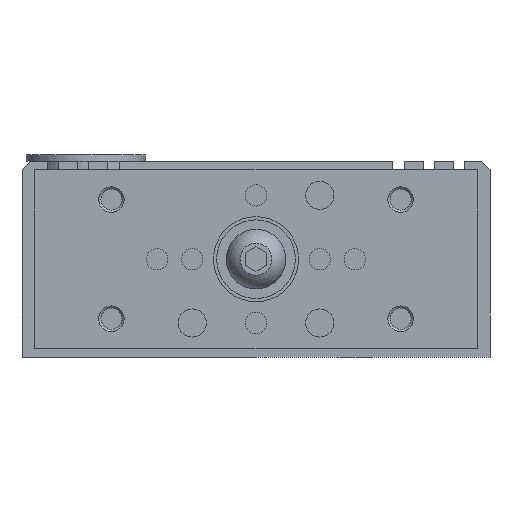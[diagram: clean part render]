
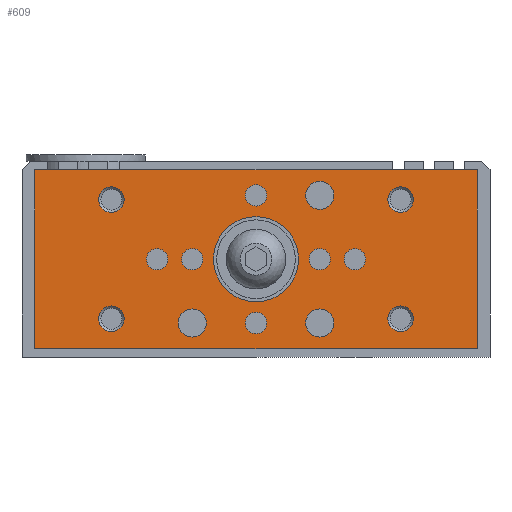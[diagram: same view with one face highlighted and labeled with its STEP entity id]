
A CAD part, left-side view. The second image highlights one B-rep face of the part: STEP entity #609.
In plain terms, the highlighted planar face has unit normal (-1, 0, 0).
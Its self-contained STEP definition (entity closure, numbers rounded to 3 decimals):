
#609 = ADVANCED_FACE( '', ( #1391, #1392, #1393, #1394, #1395, #1396, #1397, #1398, #1399, #1400, #1401, #1402, #1403, #1404, #1405 ), #1406, .F. );
#1391 = FACE_BOUND( '', #2275, .T. );
#1392 = FACE_BOUND( '', #2276, .T. );
#1393 = FACE_BOUND( '', #2277, .T. );
#1394 = FACE_BOUND( '', #2278, .T. );
#1395 = FACE_BOUND( '', #2279, .T. );
#1396 = FACE_BOUND( '', #2280, .T. );
#1397 = FACE_BOUND( '', #2281, .T. );
#1398 = FACE_BOUND( '', #2282, .T. );
#1399 = FACE_BOUND( '', #2283, .T. );
#1400 = FACE_BOUND( '', #2284, .T. );
#1401 = FACE_BOUND( '', #2285, .T. );
#1402 = FACE_BOUND( '', #2286, .T. );
#1403 = FACE_BOUND( '', #2287, .T. );
#1404 = FACE_BOUND( '', #2288, .T. );
#1405 = FACE_OUTER_BOUND( '', #2289, .T. );
#1406 = PLANE( '', #2290 );
#2275 = EDGE_LOOP( '', ( #3837 ) );
#2276 = EDGE_LOOP( '', ( #3838 ) );
#2277 = EDGE_LOOP( '', ( #3839 ) );
#2278 = EDGE_LOOP( '', ( #3840 ) );
#2279 = EDGE_LOOP( '', ( #3841 ) );
#2280 = EDGE_LOOP( '', ( #3842 ) );
#2281 = EDGE_LOOP( '', ( #3843 ) );
#2282 = EDGE_LOOP( '', ( #3844 ) );
#2283 = EDGE_LOOP( '', ( #3845 ) );
#2284 = EDGE_LOOP( '', ( #3846 ) );
#2285 = EDGE_LOOP( '', ( #3847 ) );
#2286 = EDGE_LOOP( '', ( #3848 ) );
#2287 = EDGE_LOOP( '', ( #3849 ) );
#2288 = EDGE_LOOP( '', ( #3850 ) );
#2289 = EDGE_LOOP( '', ( #3851, #3852, #3853, #3854 ) );
#2290 = AXIS2_PLACEMENT_3D( '', #3855, #3856, #3857 );
#3837 = ORIENTED_EDGE( '', *, *, #4787, .T. );
#3838 = ORIENTED_EDGE( '', *, *, #4408, .T. );
#3839 = ORIENTED_EDGE( '', *, *, #4603, .T. );
#3840 = ORIENTED_EDGE( '', *, *, #4856, .T. );
#3841 = ORIENTED_EDGE( '', *, *, #4853, .T. );
#3842 = ORIENTED_EDGE( '', *, *, #4370, .T. );
#3843 = ORIENTED_EDGE( '', *, *, #4497, .T. );
#3844 = ORIENTED_EDGE( '', *, *, #4783, .F. );
#3845 = ORIENTED_EDGE( '', *, *, #4857, .T. );
#3846 = ORIENTED_EDGE( '', *, *, #4729, .T. );
#3847 = ORIENTED_EDGE( '', *, *, #4858, .F. );
#3848 = ORIENTED_EDGE( '', *, *, #4816, .F. );
#3849 = ORIENTED_EDGE( '', *, *, #4859, .T. );
#3850 = ORIENTED_EDGE( '', *, *, #4860, .T. );
#3851 = ORIENTED_EDGE( '', *, *, #4468, .F. );
#3852 = ORIENTED_EDGE( '', *, *, #4861, .F. );
#3853 = ORIENTED_EDGE( '', *, *, #4640, .F. );
#3854 = ORIENTED_EDGE( '', *, *, #4862, .F. );
#3855 = CARTESIAN_POINT( '', ( -106., 52., 44. ) );
#3856 = DIRECTION( '', ( 1., 0., 0. ) );
#3857 = DIRECTION( '', ( 0., 0., 1. ) );
#4370 = EDGE_CURVE( '', #5086, #5086, #5087, .T. );
#4408 = EDGE_CURVE( '', #5151, #5151, #5152, .T. );
#4468 = EDGE_CURVE( '', #5249, #5251, #5252, .T. );
#4497 = EDGE_CURVE( '', #5302, #5302, #5303, .T. );
#4603 = EDGE_CURVE( '', #5471, #5471, #5472, .T. );
#4640 = EDGE_CURVE( '', #5522, #5524, #5525, .T. );
#4729 = EDGE_CURVE( '', #5654, #5654, #5655, .T. );
#4783 = EDGE_CURVE( '', #5726, #5726, #5727, .T. );
#4787 = EDGE_CURVE( '', #5731, #5731, #5732, .T. );
#4816 = EDGE_CURVE( '', #5771, #5771, #5772, .T. );
#4853 = EDGE_CURVE( '', #5816, #5816, #5817, .T. );
#4856 = EDGE_CURVE( '', #5820, #5820, #5821, .T. );
#4857 = EDGE_CURVE( '', #5822, #5822, #5823, .T. );
#4858 = EDGE_CURVE( '', #5824, #5824, #5825, .T. );
#4859 = EDGE_CURVE( '', #5826, #5826, #5827, .T. );
#4860 = EDGE_CURVE( '', #5828, #5828, #5829, .T. );
#4861 = EDGE_CURVE( '', #5524, #5249, #5830, .T. );
#4862 = EDGE_CURVE( '', #5251, #5522, #5831, .T. );
#5086 = VERTEX_POINT( '', #6276 );
#5087 = CIRCLE( '', #6277, 3.3 );
#5151 = VERTEX_POINT( '', #6354 );
#5152 = CIRCLE( '', #6355, 2.51 );
#5249 = VERTEX_POINT( '', #6476 );
#5251 = VERTEX_POINT( '', #6479 );
#5252 = LINE( '', #6480, #6481 );
#5302 = VERTEX_POINT( '', #6543 );
#5303 = CIRCLE( '', #6544, 3.3 );
#5471 = VERTEX_POINT( '', #6768 );
#5472 = CIRCLE( '', #6769, 2.51 );
#5522 = VERTEX_POINT( '', #6833 );
#5524 = VERTEX_POINT( '', #6836 );
#5525 = LINE( '', #6837, #6838 );
#5654 = VERTEX_POINT( '', #7033 );
#5655 = CIRCLE( '', #7034, 3. );
#5726 = VERTEX_POINT( '', #7131 );
#5727 = CIRCLE( '', #7132, 2.51 );
#5731 = VERTEX_POINT( '', #7136 );
#5732 = CIRCLE( '', #7137, 2.51 );
#5771 = VERTEX_POINT( '', #7180 );
#5772 = CIRCLE( '', #7181, 3. );
#5816 = VERTEX_POINT( '', #7243 );
#5817 = CIRCLE( '', #7244, 3.3 );
#5820 = VERTEX_POINT( '', #7247 );
#5821 = CIRCLE( '', #7248, 2.51 );
#5822 = VERTEX_POINT( '', #7249 );
#5823 = CIRCLE( '', #7250, 2.51 );
#5824 = VERTEX_POINT( '', #7251 );
#5825 = CIRCLE( '', #7252, 3. );
#5826 = VERTEX_POINT( '', #7253 );
#5827 = CIRCLE( '', #7254, 3. );
#5828 = VERTEX_POINT( '', #7255 );
#5829 = CIRCLE( '', #7256, 10. );
#5830 = LINE( '', #7257, #7258 );
#5831 = LINE( '', #7259, #7260 );
#6276 = CARTESIAN_POINT( '', ( -106., -15., 4.7 ) );
#6277 = AXIS2_PLACEMENT_3D( '', #7462, #7463, #7464 );
#6354 = CARTESIAN_POINT( '', ( -106., 12.49, 23. ) );
#6355 = AXIS2_PLACEMENT_3D( '', #7517, #7518, #7519 );
#6476 = CARTESIAN_POINT( '', ( -106., 52., 2. ) );
#6479 = CARTESIAN_POINT( '', ( -106., 52., 44. ) );
#6480 = CARTESIAN_POINT( '', ( -106., 52., 2. ) );
#6481 = VECTOR( '', #7593, 1000. );
#6543 = CARTESIAN_POINT( '', ( -106., -15., 34.7 ) );
#6544 = AXIS2_PLACEMENT_3D( '', #7639, #7640, #7641 );
#6768 = CARTESIAN_POINT( '', ( -106., 0., 35.49 ) );
#6769 = AXIS2_PLACEMENT_3D( '', #7773, #7774, #7775 );
#6833 = CARTESIAN_POINT( '', ( -106., -52., 44. ) );
#6836 = CARTESIAN_POINT( '', ( -106., -52., 2. ) );
#6837 = CARTESIAN_POINT( '', ( -106., -52., 44. ) );
#6838 = VECTOR( '', #7827, 1000. );
#7033 = CARTESIAN_POINT( '', ( -106., 31., 9. ) );
#7034 = AXIS2_PLACEMENT_3D( '', #7933, #7934, #7935 );
#7131 = CARTESIAN_POINT( '', ( -106., 20.74, 23. ) );
#7132 = AXIS2_PLACEMENT_3D( '', #7996, #7997, #7998 );
#7136 = CARTESIAN_POINT( '', ( -106., 0., 10.51 ) );
#7137 = AXIS2_PLACEMENT_3D( '', #7999, #8000, #8001 );
#7180 = CARTESIAN_POINT( '', ( -106., 31., 37. ) );
#7181 = AXIS2_PLACEMENT_3D( '', #8039, #8040, #8041 );
#7243 = CARTESIAN_POINT( '', ( -106., 15., 4.7 ) );
#7244 = AXIS2_PLACEMENT_3D( '', #8082, #8083, #8084 );
#7247 = CARTESIAN_POINT( '', ( -106., -12.49, 23. ) );
#7248 = AXIS2_PLACEMENT_3D( '', #8085, #8086, #8087 );
#7249 = CARTESIAN_POINT( '', ( -106., -20.74, 23. ) );
#7250 = AXIS2_PLACEMENT_3D( '', #8088, #8089, #8090 );
#7251 = CARTESIAN_POINT( '', ( -106., -31., 9. ) );
#7252 = AXIS2_PLACEMENT_3D( '', #8091, #8092, #8093 );
#7253 = CARTESIAN_POINT( '', ( -106., -31., 37. ) );
#7254 = AXIS2_PLACEMENT_3D( '', #8094, #8095, #8096 );
#7255 = CARTESIAN_POINT( '', ( -106., 10., 23. ) );
#7256 = AXIS2_PLACEMENT_3D( '', #8097, #8098, #8099 );
#7257 = CARTESIAN_POINT( '', ( -106., -52., 2. ) );
#7258 = VECTOR( '', #8100, 1000. );
#7259 = CARTESIAN_POINT( '', ( -106., 52., 44. ) );
#7260 = VECTOR( '', #8101, 1000. );
#7462 = CARTESIAN_POINT( '', ( -106., -15., 8. ) );
#7463 = DIRECTION( '', ( 1., 0., 0. ) );
#7464 = DIRECTION( '', ( 0., 0., -1. ) );
#7517 = CARTESIAN_POINT( '', ( -106., 15., 23. ) );
#7518 = DIRECTION( '', ( 1., 0., 0. ) );
#7519 = DIRECTION( '', ( 0., -1., 0. ) );
#7593 = DIRECTION( '', ( 0., 0., 1. ) );
#7639 = CARTESIAN_POINT( '', ( -106., -15., 38. ) );
#7640 = DIRECTION( '', ( 1., 0., 0. ) );
#7641 = DIRECTION( '', ( 0., 0., -1. ) );
#7773 = CARTESIAN_POINT( '', ( -106., 0., 38. ) );
#7774 = DIRECTION( '', ( 1., 0., 0. ) );
#7775 = DIRECTION( '', ( 0., 0., -1. ) );
#7827 = DIRECTION( '', ( 0., 0., -1. ) );
#7933 = CARTESIAN_POINT( '', ( -106., 34., 9. ) );
#7934 = DIRECTION( '', ( 1., 0., 0. ) );
#7935 = DIRECTION( '', ( 0., -1., 0. ) );
#7996 = CARTESIAN_POINT( '', ( -106., 23.25, 23. ) );
#7997 = DIRECTION( '', ( -1., 0., 0. ) );
#7998 = DIRECTION( '', ( 0., -1., 0. ) );
#7999 = CARTESIAN_POINT( '', ( -106., 0., 8. ) );
#8000 = DIRECTION( '', ( 1., 0., 0. ) );
#8001 = DIRECTION( '', ( 0., 0., 1. ) );
#8039 = CARTESIAN_POINT( '', ( -106., 34., 37. ) );
#8040 = DIRECTION( '', ( -1., 0., 0. ) );
#8041 = DIRECTION( '', ( 0., -1., 0. ) );
#8082 = CARTESIAN_POINT( '', ( -106., 15., 8. ) );
#8083 = DIRECTION( '', ( 1., 0., 0. ) );
#8084 = DIRECTION( '', ( 0., 0., -1. ) );
#8085 = CARTESIAN_POINT( '', ( -106., -15., 23. ) );
#8086 = DIRECTION( '', ( 1., 0., 0. ) );
#8087 = DIRECTION( '', ( 0., 1., 0. ) );
#8088 = CARTESIAN_POINT( '', ( -106., -23.25, 23. ) );
#8089 = DIRECTION( '', ( 1., 0., 0. ) );
#8090 = DIRECTION( '', ( 0., 1., 0. ) );
#8091 = CARTESIAN_POINT( '', ( -106., -34., 9. ) );
#8092 = DIRECTION( '', ( -1., 0., 0. ) );
#8093 = DIRECTION( '', ( 0., 1., 0. ) );
#8094 = CARTESIAN_POINT( '', ( -106., -34., 37. ) );
#8095 = DIRECTION( '', ( 1., 0., 0. ) );
#8096 = DIRECTION( '', ( 0., 1., 0. ) );
#8097 = CARTESIAN_POINT( '', ( -106., 0., 23. ) );
#8098 = DIRECTION( '', ( 1., 0., 0. ) );
#8099 = DIRECTION( '', ( 0., 1., 0. ) );
#8100 = DIRECTION( '', ( 0., 1., 0. ) );
#8101 = DIRECTION( '', ( 0., -1., 0. ) );
